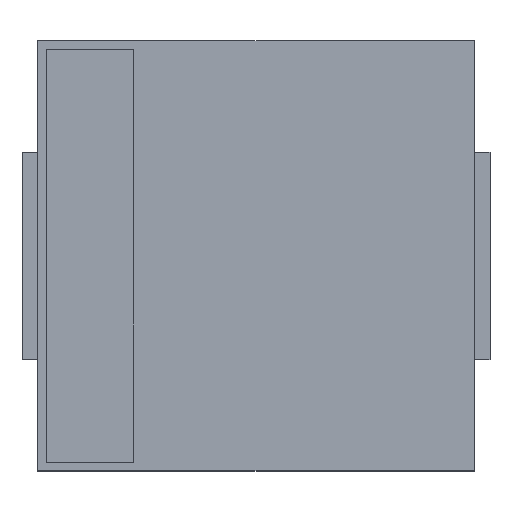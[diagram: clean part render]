
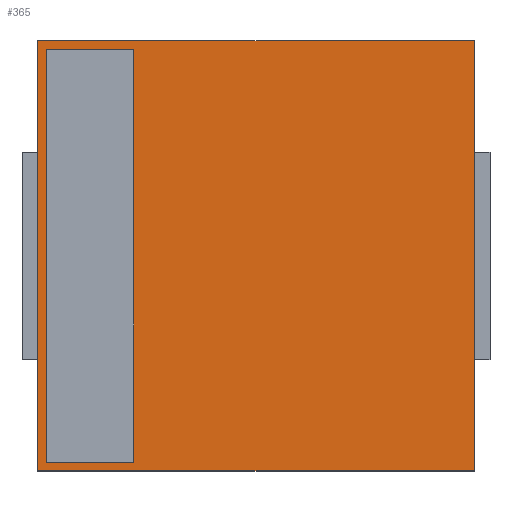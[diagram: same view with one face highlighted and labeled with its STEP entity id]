
A CAD part, top view. The second image highlights one B-rep face of the part: STEP entity #365.
In plain terms, the highlighted planar face has unit normal (0, 0, 1).
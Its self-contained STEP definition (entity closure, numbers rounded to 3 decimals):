
#365=ADVANCED_FACE($,(#371),#366,.F.);
#366=PLANE($,#367);
#367=AXIS2_PLACEMENT_3D($,#368,#369,#370);
#368=CARTESIAN_POINT('Origin',(-2.191,-2.159,1.194));
#369=DIRECTION('center_axis',(0.0,0.0,-1.0));
#370=DIRECTION('ref_axis',(0.,1.,0.));
#371=FACE_OUTER_BOUND($,#372,.T.);
#372=EDGE_LOOP($,(#373,#383,#393,#403));
#373=ORIENTED_EDGE($,*,*,#374,.F.);
#374=EDGE_CURVE($,#375,#377,#379,.T.);
#375=VERTEX_POINT($,#376);
#376=CARTESIAN_POINT('',(2.191,-2.159,1.194));
#377=VERTEX_POINT($,#378);
#378=CARTESIAN_POINT('',(-2.191,-2.159,1.194));
#379=LINE($,#380,#381);
#380=CARTESIAN_POINT($,(2.191,-2.159,1.194));
#381=VECTOR($,#382,4.382);
#382=DIRECTION($,(-1.0,0.0,0.0));
#383=ORIENTED_EDGE($,*,*,#384,.F.);
#384=EDGE_CURVE($,#385,#387,#389,.T.);
#385=VERTEX_POINT($,#386);
#386=CARTESIAN_POINT('',(2.191,2.159,1.194));
#387=VERTEX_POINT($,#376);
#389=LINE($,#390,#391);
#390=CARTESIAN_POINT($,(2.191,2.159,1.194));
#391=VECTOR($,#392,4.318);
#392=DIRECTION($,(0.0,-1.0,0.0));
#393=ORIENTED_EDGE($,*,*,#394,.F.);
#394=EDGE_CURVE($,#395,#397,#399,.T.);
#395=VERTEX_POINT($,#396);
#396=CARTESIAN_POINT('',(-2.191,2.159,1.194));
#397=VERTEX_POINT($,#386);
#399=LINE($,#400,#401);
#400=CARTESIAN_POINT($,(-2.191,2.159,1.194));
#401=VECTOR($,#402,4.382);
#402=DIRECTION($,(1.0,0.0,0.0));
#403=ORIENTED_EDGE($,*,*,#404,.F.);
#404=EDGE_CURVE($,#405,#407,#409,.T.);
#405=VERTEX_POINT($,#378);
#407=VERTEX_POINT($,#396);
#409=LINE($,#410,#411);
#410=CARTESIAN_POINT($,(-2.191,-2.159,1.194));
#411=VECTOR($,#412,4.318);
#412=DIRECTION($,(0.0,1.0,0.0));
